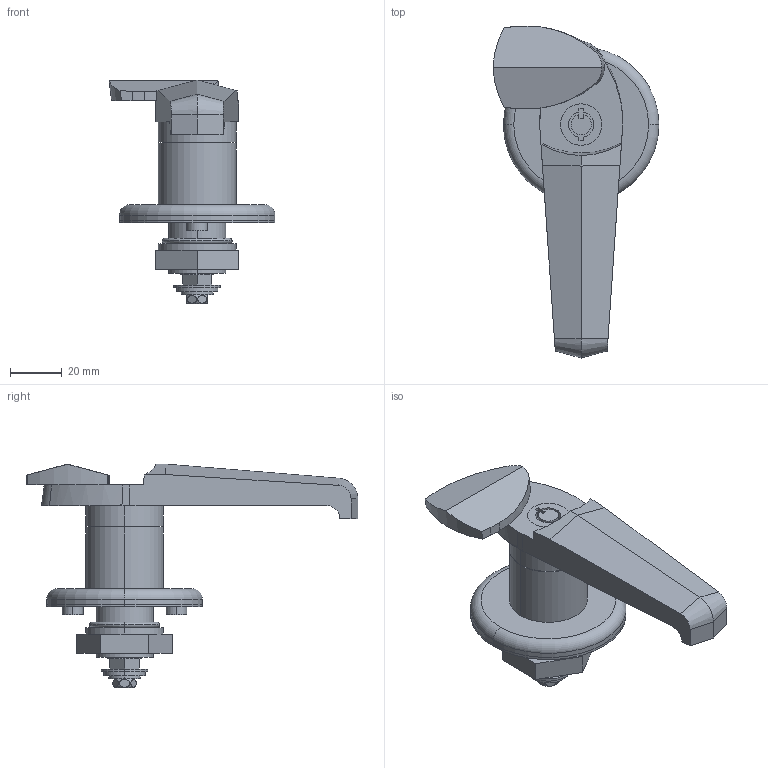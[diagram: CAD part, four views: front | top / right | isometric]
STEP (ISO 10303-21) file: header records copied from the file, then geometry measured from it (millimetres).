
FILE_DESCRIPTION (( 'STEP AP203' ), '1' );
FILE_NAME ('sone3D.STEP', '2013-10-03T04:04:57', ( '' ), ( '' ), 'SwSTEP 2.0', 'SolidWorks 2012', '' );
FILE_SCHEMA (( 'CONFIG_CONTROL_DESIGN' ));
Length unit declared in the file: millimetre
Products named in the file (13): sone3D; AP-140-2儕儞僌儚僢僔儍乕_; 2002_公; AP-140-2僉儍僢僾__-1-1(尞晅偒); 廫帤寠晅偒榋妏儃儖僩M5_M5亊10; 平座金_; バネ座金_; AP-140-2僗儁乕僒乕_; AP-140-2六角ナット_; AP-140-2パッキン_; AP-140-2受座金_; AP-140-2受座; AP-140-2-本体__AP-140-2-1(鍵付き)
Assembly tree (12 placements, depth 2):
  sone3D
    AP-140-2-本体__AP-140-2-1(鍵付き)
    AP-140-2受座
    AP-140-2受座金_
    AP-140-2パッキン_
    AP-140-2六角ナット_
    AP-140-2僗儁乕僒乕_
    バネ座金_
    平座金_
    廫帤寠晅偒榋妏儃儖僩M5_M5亊10
    AP-140-2僉儍僢僾__-1-1(尞晅偒)
    2002_公
    AP-140-2儕儞僌儚僢僔儍乕_
Bounding box: 64 x 128 x 86.25 mm (x, y, z)
Volume: 92242.7 mm3; surface area: 45187.4 mm2
Topology: 12 solids, 12 shells, 215 faces, 498 edges, 331 vertices
Faces by surface type: plane 107, cylinder 86, bspline 8, torus 8, cone 6
Entity records: 8067 total; most frequent: CARTESIAN_POINT 1681, DIRECTION 1083, ORIENTED_EDGE 996, EDGE_CURVE 498, AXIS2_PLACEMENT_3D 419, VERTEX_POINT 331, EDGE_LOOP 255, VECTOR 245
